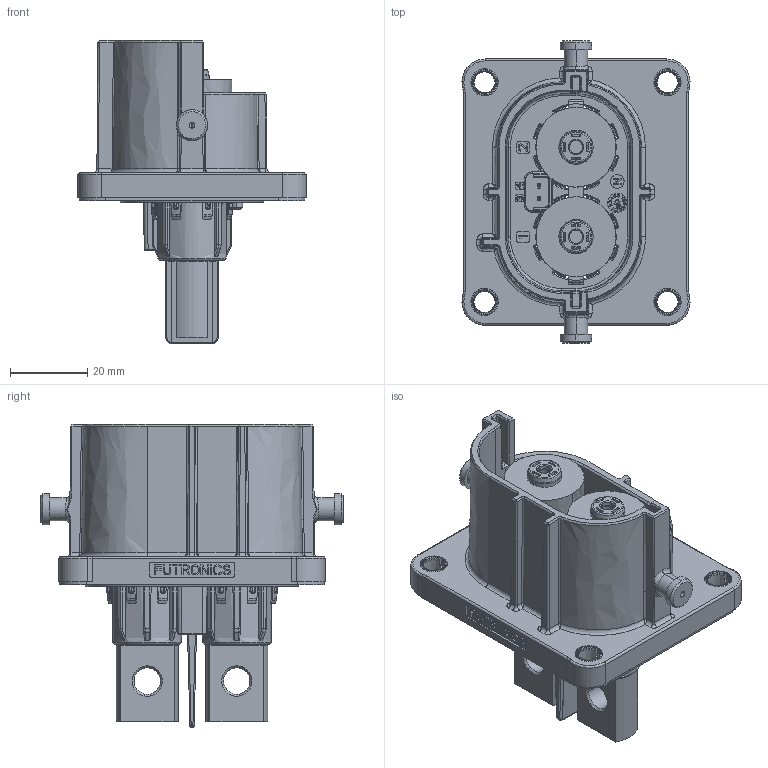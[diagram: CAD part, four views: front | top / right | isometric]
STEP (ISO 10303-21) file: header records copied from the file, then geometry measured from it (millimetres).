
FILE_DESCRIPTION(('FreeCAD Model'),'2;1');
FILE_NAME('Open CASCADE Shape Model','2025-05-04T08:12:21',('FreeCAD'),( 'FreeCAD'),'Open CASCADE STEP processor 7.6','FreeCAD','Unknown');
FILE_SCHEMA(('AUTOMOTIVE_DESIGN { 1 0 10303 214 1 1 1 1 }'));
Products named in the file (1): Open CASCADE STEP translator 7.6 1
Bounding box: 59.18 x 78.38 x 78.78 mm (x, y, z)
Volume: 65714.2 mm3; surface area: 47092.7 mm2
Topology: 1 solids, 24 shells, 5541 faces, 15009 edges, 9536 vertices
Faces by surface type: bspline 5541
Entity records: 201806 total; most frequent: CARTESIAN_POINT 115150, ORIENTED_EDGE 29992, EDGE_CURVE 14996, B_SPLINE_CURVE_WITH_KNOTS 11752, VERTEX_POINT 9536, FACE_BOUND 5808, EDGE_LOOP 5808, ADVANCED_FACE 5541
